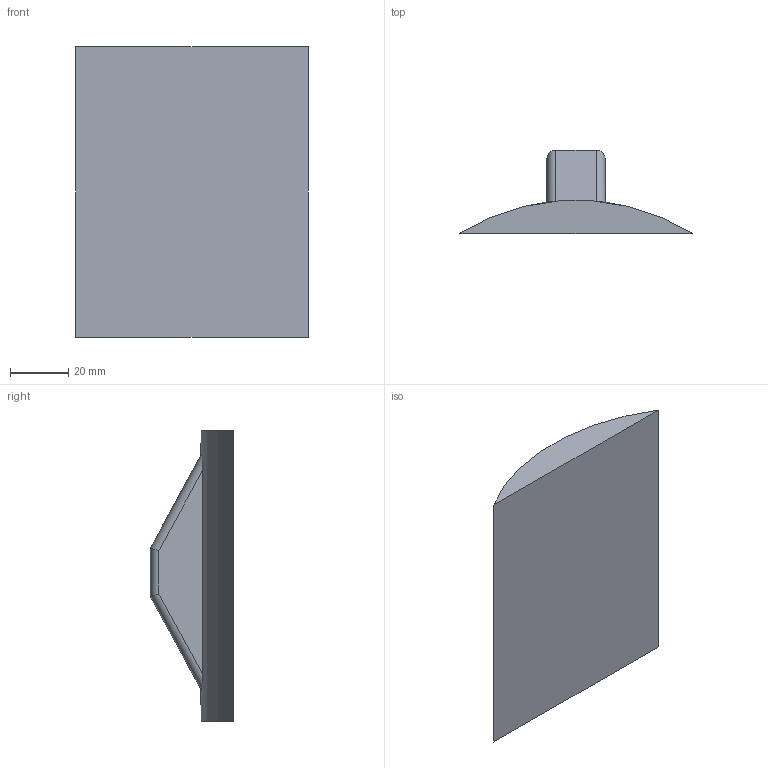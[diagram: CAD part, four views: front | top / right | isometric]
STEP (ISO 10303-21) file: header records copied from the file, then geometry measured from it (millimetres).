
FILE_DESCRIPTION (( 'STEP AP214' ), '1' );
FILE_NAME ('Aeroshell1.0_ANSYS_NEW.STEP', '2024-10-19T19:50:38', ( '' ), ( '' ), 'SwSTEP 2.0', 'SolidWorks 2024', '' );
FILE_SCHEMA (( 'AUTOMOTIVE_DESIGN' ));
Length unit declared in the file: millimetre
Products named in the file (1): Aeroshell1.0_ANSYS_NEW
Bounding box: 80.25 x 28.76 x 100 mm (x, y, z)
Volume: 77267.9 mm3; surface area: 22036 mm2
Topology: 1 solids, 2 shells, 35 faces, 80 edges, 48 vertices
Faces by surface type: plane 20, cylinder 15
Entity records: 1081 total; most frequent: CARTESIAN_POINT 330, ORIENTED_EDGE 160, DIRECTION 132, EDGE_CURVE 80, VECTOR 56, LINE 56, VERTEX_POINT 48, AXIS2_PLACEMENT_3D 38
